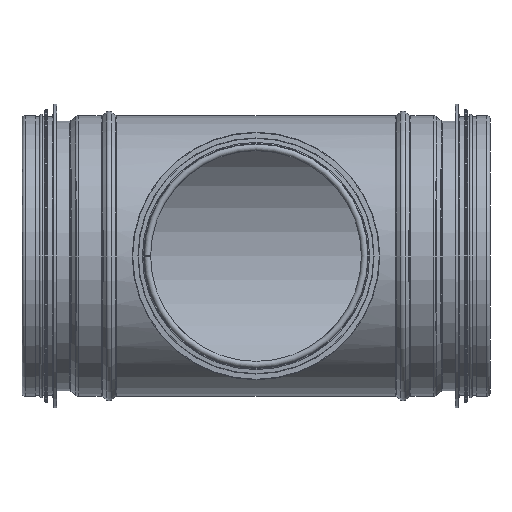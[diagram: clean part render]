
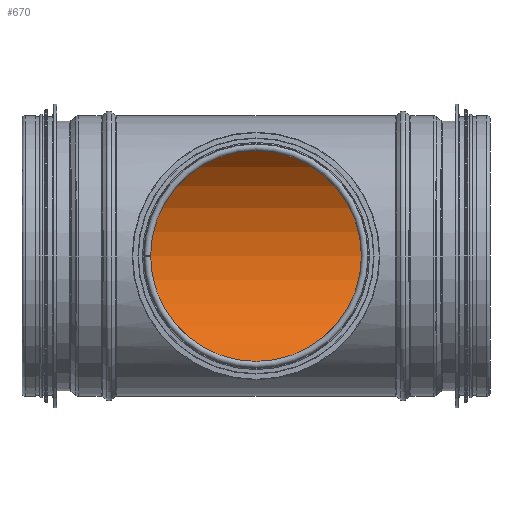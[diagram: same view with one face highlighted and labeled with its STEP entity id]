
A CAD part, left-side view. The second image highlights one B-rep face of the part: STEP entity #670.
In plain terms, the highlighted cylindrical face has radius 61.525 mm (diameter 123.05 mm), a full revolution.
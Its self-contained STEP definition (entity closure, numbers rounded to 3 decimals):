
#543=CARTESIAN_POINT('',(-37.824,103.0,-48.525));
#544=VERTEX_POINT('',#543);
#545=CARTESIAN_POINT('',(-37.824,103.0,-48.525));
#546=CARTESIAN_POINT('',(-37.824,106.302,-48.525));
#547=CARTESIAN_POINT('',(-38.269,109.587,-48.186));
#548=CARTESIAN_POINT('',(-39.863,115.959,-46.876));
#549=CARTESIAN_POINT('',(-41.004,119.048,-45.905));
#550=CARTESIAN_POINT('',(-43.633,124.911,-43.413));
#551=CARTESIAN_POINT('',(-45.121,127.69,-41.89));
#552=CARTESIAN_POINT('',(-48.13,132.837,-38.394));
#553=CARTESIAN_POINT('',(-49.651,135.203,-36.421));
#554=CARTESIAN_POINT('',(-52.445,139.361,-32.263));
#555=CARTESIAN_POINT('',(-53.829,141.32,-29.932));
#556=CARTESIAN_POINT('',(-56.382,144.829,-24.792));
#557=CARTESIAN_POINT('',(-57.549,146.381,-21.983));
#558=CARTESIAN_POINT('',(-59.48,148.912,-16.037));
#559=CARTESIAN_POINT('',(-60.246,149.895,-12.893));
#560=CARTESIAN_POINT('',(-61.269,151.202,-6.479));
#561=CARTESIAN_POINT('',(-61.525,151.525,-3.208));
#562=CARTESIAN_POINT('',(-61.525,151.525,3.208));
#563=CARTESIAN_POINT('',(-61.269,151.202,6.479));
#564=CARTESIAN_POINT('',(-60.246,149.895,12.893));
#565=CARTESIAN_POINT('',(-59.48,148.912,16.037));
#566=CARTESIAN_POINT('',(-57.549,146.381,21.983));
#567=CARTESIAN_POINT('',(-56.382,144.829,24.792));
#568=CARTESIAN_POINT('',(-53.829,141.32,29.932));
#569=CARTESIAN_POINT('',(-52.445,139.361,32.263));
#570=CARTESIAN_POINT('',(-49.651,135.203,36.421));
#571=CARTESIAN_POINT('',(-48.13,132.837,38.394));
#572=CARTESIAN_POINT('',(-45.121,127.69,41.89));
#573=CARTESIAN_POINT('',(-43.633,124.911,43.413));
#574=CARTESIAN_POINT('',(-41.004,119.048,45.905));
#575=CARTESIAN_POINT('',(-39.863,115.959,46.876));
#576=CARTESIAN_POINT('',(-38.269,109.587,48.186));
#577=CARTESIAN_POINT('',(-37.824,106.302,48.525));
#578=CARTESIAN_POINT('',(-37.824,99.698,48.525));
#579=CARTESIAN_POINT('',(-38.269,96.413,48.186));
#580=CARTESIAN_POINT('',(-39.863,90.041,46.876));
#581=CARTESIAN_POINT('',(-41.004,86.952,45.905));
#582=CARTESIAN_POINT('',(-43.633,81.089,43.413));
#583=CARTESIAN_POINT('',(-45.121,78.31,41.89));
#584=CARTESIAN_POINT('',(-48.13,73.163,38.394));
#585=CARTESIAN_POINT('',(-49.651,70.797,36.421));
#586=CARTESIAN_POINT('',(-52.445,66.639,32.263));
#587=CARTESIAN_POINT('',(-53.829,64.68,29.932));
#588=CARTESIAN_POINT('',(-56.382,61.171,24.792));
#589=CARTESIAN_POINT('',(-57.549,59.619,21.983));
#590=CARTESIAN_POINT('',(-59.48,57.088,16.037));
#591=CARTESIAN_POINT('',(-60.246,56.105,12.893));
#592=CARTESIAN_POINT('',(-61.269,54.798,6.479));
#593=CARTESIAN_POINT('',(-61.525,54.475,3.208));
#594=CARTESIAN_POINT('',(-61.525,54.475,-3.208));
#595=CARTESIAN_POINT('',(-61.269,54.798,-6.479));
#596=CARTESIAN_POINT('',(-60.246,56.105,-12.893));
#597=CARTESIAN_POINT('',(-59.48,57.088,-16.037));
#598=CARTESIAN_POINT('',(-57.549,59.619,-21.983));
#599=CARTESIAN_POINT('',(-56.382,61.171,-24.792));
#600=CARTESIAN_POINT('',(-53.829,64.68,-29.932));
#601=CARTESIAN_POINT('',(-52.445,66.639,-32.263));
#602=CARTESIAN_POINT('',(-49.651,70.797,-36.421));
#603=CARTESIAN_POINT('',(-48.13,73.163,-38.394));
#604=CARTESIAN_POINT('',(-45.121,78.31,-41.89));
#605=CARTESIAN_POINT('',(-43.633,81.089,-43.413));
#606=CARTESIAN_POINT('',(-41.004,86.952,-45.905));
#607=CARTESIAN_POINT('',(-39.863,90.041,-46.876));
#608=CARTESIAN_POINT('',(-38.269,96.413,-48.186));
#609=CARTESIAN_POINT('',(-37.824,99.698,-48.525));
#610=CARTESIAN_POINT('',(-37.824,103.,-48.525));
#611=B_SPLINE_CURVE_WITH_KNOTS('',3,(#545,#546,#547,#548,#549,#550,#551,#552,#553,#554,#555,#556,#557,#558,#559,#560,#561,#562,#563,#564,#565,#566,#567,#568,#569,#570,#571,#572,#573,#574,#575,#576,#577,#578,#579,#580,#581,#582,#583,#584,#585,#586,#587,#588,#589,#590,#591,#592,#593,#594,#595,#596,#597,#598,#599,#600,#601,#602,#603,#604,#605,#606,#607,#608,#609,#610),.UNSPECIFIED.,.T.,.U.,(4,2,2,2,2,2,2,2,2,2,2,2,2,2,2,2,2,2,2,2,2,2,2,2,2,2,2,2,2,2,2,2,4),(0.0,0.991,1.981,2.972,3.963,4.925,5.888,6.85,7.812,8.775,9.737,10.7,11.662,12.653,13.644,14.634,15.625,16.616,17.606,18.597,19.587,20.55,21.512,22.475,23.437,24.4,25.362,26.325,27.287,28.278,29.268,30.259,31.25),.UNSPECIFIED.);
#612=EDGE_CURVE('',#544,#544,#611,.T.);
#640=CARTESIAN_POINT('',(0.0,72.25,0.0));
#641=DIRECTION('',(0.0,-1.0,0.0));
#642=DIRECTION('',(1.0,0.0,0.0));
#643=AXIS2_PLACEMENT_3D('',#640,#641,#642);
#644=CYLINDRICAL_SURFACE('',#643,61.525);
#645=CARTESIAN_POINT('',(61.525,41.5,0.0));
#646=VERTEX_POINT('',#645);
#647=CARTESIAN_POINT('',(0.0,41.5,0.0));
#648=DIRECTION('',(0.0,-1.0,0.0));
#649=DIRECTION('',(1.0,0.0,0.0));
#650=AXIS2_PLACEMENT_3D('',#647,#648,#649);
#651=CIRCLE('',#650,61.525);
#652=EDGE_CURVE('',#646,#646,#651,.T.);
#653=ORIENTED_EDGE('',*,*,#652,.T.);
#654=EDGE_LOOP('',(#653));
#655=FACE_OUTER_BOUND('',#654,.T.);
#656=ORIENTED_EDGE('',*,*,#612,.F.);
#657=EDGE_LOOP('',(#656));
#658=FACE_BOUND('',#657,.T.);
#659=CARTESIAN_POINT('',(61.525,164.5,0.0));
#660=VERTEX_POINT('',#659);
#661=CARTESIAN_POINT('',(0.0,164.5,0.0));
#662=DIRECTION('',(0.0,-1.0,0.0));
#663=DIRECTION('',(1.0,0.0,0.0));
#664=AXIS2_PLACEMENT_3D('',#661,#662,#663);
#665=CIRCLE('',#664,61.525);
#666=EDGE_CURVE('',#660,#660,#665,.T.);
#667=ORIENTED_EDGE('',*,*,#666,.F.);
#668=EDGE_LOOP('',(#667));
#669=FACE_BOUND('',#668,.T.);
#670=ADVANCED_FACE('',(#655,#658,#669),#644,.F.);
